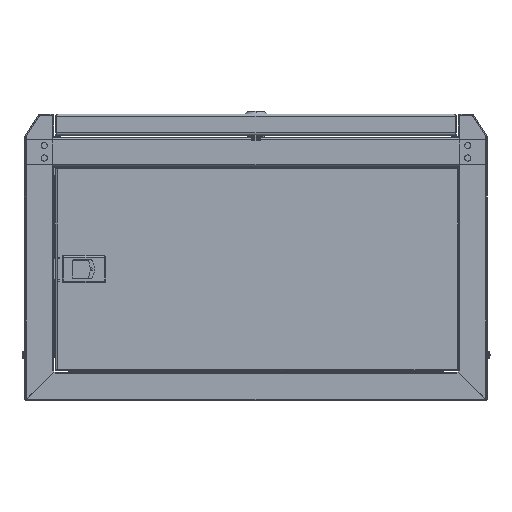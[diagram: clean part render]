
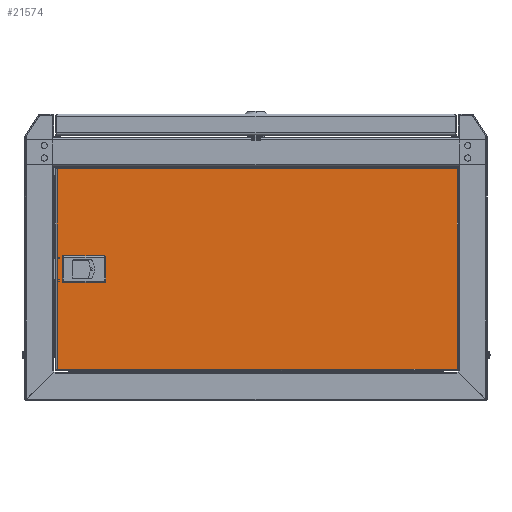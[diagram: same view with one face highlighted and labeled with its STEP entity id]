
A CAD part, left-side view. The second image highlights one B-rep face of the part: STEP entity #21574.
In plain terms, the highlighted face is planar.
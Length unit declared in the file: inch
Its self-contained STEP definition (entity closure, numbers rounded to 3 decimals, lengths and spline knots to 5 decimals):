
#1498 = VECTOR ( 'NONE', #70679, 39.37008 ) ;
#1599 = EDGE_LOOP ( 'NONE', ( #52433, #68691, #23382, #69114 ) ) ;
#9839 = ORIENTED_EDGE ( 'NONE', *, *, #63456, .T. ) ;
#10275 = EDGE_CURVE ( 'NONE', #36201, #54749, #15957, .T. ) ;
#11010 = EDGE_CURVE ( 'NONE', #47189, #40875, #21612, .T. ) ;
#12021 = VECTOR ( 'NONE', #80412, 39.37008 ) ;
#13448 = DIRECTION ( 'NONE',  ( 1., 0., 0. ) ) ;
#15957 = LINE ( 'NONE', #48787, #22665 ) ;
#16783 = DIRECTION ( 'NONE',  ( 0., -1., 0. ) ) ;
#18529 = DIRECTION ( 'NONE',  ( -1., 0., 0. ) ) ;
#18652 = ORIENTED_EDGE ( 'NONE', *, *, #10275, .T. ) ;
#18845 = CARTESIAN_POINT ( 'NONE',  ( 4.13189, 0., 0.0315 ) ) ;
#20354 = EDGE_CURVE ( 'NONE', #61018, #47189, #54136, .T. ) ;
#20657 = EDGE_CURVE ( 'NONE', #44974, #31491, #74584, .T. ) ;
#21046 = VECTOR ( 'NONE', #72854, 39.37008 ) ;
#21574 = ADVANCED_FACE ( 'NONE', ( #45462, #65377 ), #64140, .T. ) ;
#21612 = LINE ( 'NONE', #76934, #1498 ) ;
#21653 = ORIENTED_EDGE ( 'NONE', *, *, #75132, .T. ) ;
#22665 = VECTOR ( 'NONE', #16783, 39.37008 ) ;
#23051 = VERTEX_POINT ( 'NONE', #70750 ) ;
#23382 = ORIENTED_EDGE ( 'NONE', *, *, #20354, .T. ) ;
#24210 = VECTOR ( 'NONE', #18529, 39.37008 ) ;
#26414 = LINE ( 'NONE', #31842, #24210 ) ;
#27556 = ORIENTED_EDGE ( 'NONE', *, *, #20657, .T. ) ;
#27961 = LINE ( 'NONE', #35032, #21046 ) ;
#31491 = VERTEX_POINT ( 'NONE', #32682 ) ;
#31842 = CARTESIAN_POINT ( 'NONE',  ( 0., 8.22343, 0.0315 ) ) ;
#32682 = CARTESIAN_POINT ( 'NONE',  ( 4.13189, 8.22343, 0.0315 ) ) ;
#35032 = CARTESIAN_POINT ( 'NONE',  ( -0.47938, 7.07948, 0.0315 ) ) ;
#35382 = EDGE_CURVE ( 'NONE', #40875, #23051, #27961, .T. ) ;
#35615 = EDGE_LOOP ( 'NONE', ( #9839, #18652, #21653, #27556 ) ) ;
#36201 = VERTEX_POINT ( 'NONE', #53010 ) ;
#36510 = VECTOR ( 'NONE', #42917, 39.37008 ) ;
#39219 = CARTESIAN_POINT ( 'NONE',  ( 0., 0., 0.0315 ) ) ;
#40875 = VERTEX_POINT ( 'NONE', #79975 ) ;
#42917 = DIRECTION ( 'NONE',  ( 1., 0., 0. ) ) ;
#43089 = LINE ( 'NONE', #48904, #77715 ) ;
#43946 = EDGE_CURVE ( 'NONE', #23051, #61018, #81160, .T. ) ;
#44974 = VERTEX_POINT ( 'NONE', #77793 ) ;
#45462 = FACE_BOUND ( 'NONE', #1599, .T. ) ;
#47189 = VERTEX_POINT ( 'NONE', #55787 ) ;
#48787 = CARTESIAN_POINT ( 'NONE',  ( -4.13189, 0., 0.0315 ) ) ;
#48904 = CARTESIAN_POINT ( 'NONE',  ( 0., -8.24311, 0.0315 ) ) ;
#49552 = CARTESIAN_POINT ( 'NONE',  ( 0.47938, 7.07948, 0.0315 ) ) ;
#49975 = CARTESIAN_POINT ( 'NONE',  ( 0., 7.87092, 0.0315 ) ) ;
#52433 = ORIENTED_EDGE ( 'NONE', *, *, #35382, .T. ) ;
#53010 = CARTESIAN_POINT ( 'NONE',  ( -4.13189, 8.22343, 0.0315 ) ) ;
#54136 = LINE ( 'NONE', #49552, #63183 ) ;
#54749 = VERTEX_POINT ( 'NONE', #62749 ) ;
#55787 = CARTESIAN_POINT ( 'NONE',  ( 0.47938, 6.28805, 0.0315 ) ) ;
#55969 = DIRECTION ( 'NONE',  ( 1., 0., 0. ) ) ;
#59857 = AXIS2_PLACEMENT_3D ( 'NONE', #39219, #64549, #13448 ) ;
#61018 = VERTEX_POINT ( 'NONE', #63518 ) ;
#62749 = CARTESIAN_POINT ( 'NONE',  ( -4.13189, -8.24311, 0.0315 ) ) ;
#63183 = VECTOR ( 'NONE', #74507, 39.37008 ) ;
#63456 = EDGE_CURVE ( 'NONE', #31491, #36201, #26414, .T. ) ;
#63518 = CARTESIAN_POINT ( 'NONE',  ( 0.47938, 7.87092, 0.0315 ) ) ;
#64140 = PLANE ( 'NONE',  #59857 ) ;
#64549 = DIRECTION ( 'NONE',  ( 0., 0., 1. ) ) ;
#65377 = FACE_OUTER_BOUND ( 'NONE', #35615, .T. ) ;
#68691 = ORIENTED_EDGE ( 'NONE', *, *, #43946, .T. ) ;
#69114 = ORIENTED_EDGE ( 'NONE', *, *, #11010, .T. ) ;
#70679 = DIRECTION ( 'NONE',  ( -1., 0., 0. ) ) ;
#70750 = CARTESIAN_POINT ( 'NONE',  ( -0.47938, 7.87092, 0.0315 ) ) ;
#72854 = DIRECTION ( 'NONE',  ( 0., 1., 0. ) ) ;
#74507 = DIRECTION ( 'NONE',  ( 0., -1., 0. ) ) ;
#74584 = LINE ( 'NONE', #18845, #12021 ) ;
#75132 = EDGE_CURVE ( 'NONE', #54749, #44974, #43089, .T. ) ;
#76934 = CARTESIAN_POINT ( 'NONE',  ( 0., 6.28805, 0.0315 ) ) ;
#77715 = VECTOR ( 'NONE', #55969, 39.37008 ) ;
#77793 = CARTESIAN_POINT ( 'NONE',  ( 4.13189, -8.24311, 0.0315 ) ) ;
#79975 = CARTESIAN_POINT ( 'NONE',  ( -0.47938, 6.28805, 0.0315 ) ) ;
#80412 = DIRECTION ( 'NONE',  ( 0., 1., 0. ) ) ;
#81160 = LINE ( 'NONE', #49975, #36510 ) ;
